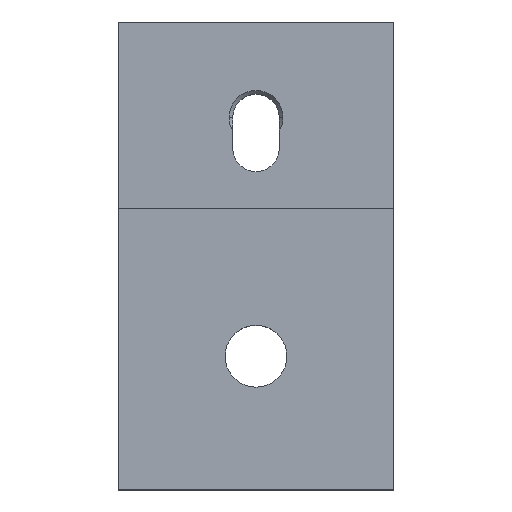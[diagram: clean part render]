
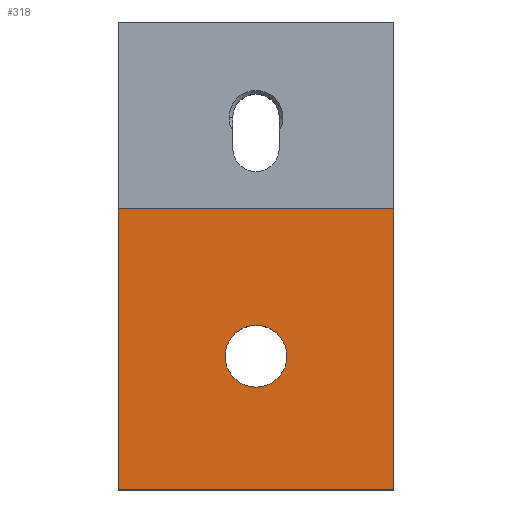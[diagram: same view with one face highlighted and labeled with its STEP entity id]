
A CAD part, top view. The second image highlights one B-rep face of the part: STEP entity #318.
In plain terms, the highlighted planar face has unit normal (0, 0, 1).
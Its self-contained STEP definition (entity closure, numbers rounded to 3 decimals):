
#1 = VECTOR ( 'NONE', #694, 1000. ) ;
#10 = EDGE_LOOP ( 'NONE', ( #340, #168 ) ) ;
#35 = CARTESIAN_POINT ( 'NONE',  ( 18.5, 17.95, 9. ) ) ;
#47 = VECTOR ( 'NONE', #631, 1000. ) ;
#57 = CARTESIAN_POINT ( 'NONE',  ( 14.35, 17.95, 9. ) ) ;
#58 = VERTEX_POINT ( 'NONE', #480 ) ;
#65 = LINE ( 'NONE', #227, #47 ) ;
#75 = DIRECTION ( 'NONE',  ( 0., 0., 1. ) ) ;
#118 = VERTEX_POINT ( 'NONE', #611 ) ;
#119 = VERTEX_POINT ( 'NONE', #272 ) ;
#122 = CARTESIAN_POINT ( 'NONE',  ( 18.5, 17.95, 9. ) ) ;
#148 = LINE ( 'NONE', #380, #502 ) ;
#168 = ORIENTED_EDGE ( 'NONE', *, *, #649, .F. ) ;
#176 = FACE_OUTER_BOUND ( 'NONE', #230, .T. ) ;
#182 = VERTEX_POINT ( 'NONE', #328 ) ;
#184 = AXIS2_PLACEMENT_3D ( 'NONE', #122, #338, #514 ) ;
#187 = AXIS2_PLACEMENT_3D ( 'NONE', #35, #533, #370 ) ;
#205 = LINE ( 'NONE', #530, #1 ) ;
#227 = CARTESIAN_POINT ( 'NONE',  ( 0., 37.85, 9. ) ) ;
#230 = EDGE_LOOP ( 'NONE', ( #641, #382, #335, #389 ) ) ;
#231 = EDGE_CURVE ( 'NONE', #119, #182, #148, .T. ) ;
#236 = FACE_BOUND ( 'NONE', #10, .T. ) ;
#249 = AXIS2_PLACEMENT_3D ( 'NONE', #576, #75, #278 ) ;
#272 = CARTESIAN_POINT ( 'NONE',  ( 37., 0., 9. ) ) ;
#278 = DIRECTION ( 'NONE',  ( 1., 0., 0. ) ) ;
#284 = VERTEX_POINT ( 'NONE', #57 ) ;
#290 = EDGE_CURVE ( 'NONE', #182, #58, #394, .T. ) ;
#311 = CIRCLE ( 'NONE', #187, 4.15 ) ;
#315 = EDGE_CURVE ( 'NONE', #118, #284, #366, .T. ) ;
#318 = ADVANCED_FACE ( 'NONE', ( #236, #176 ), #390, .T. ) ;
#328 = CARTESIAN_POINT ( 'NONE',  ( 37., 37.85, 9. ) ) ;
#335 = ORIENTED_EDGE ( 'NONE', *, *, #231, .T. ) ;
#338 = DIRECTION ( 'NONE',  ( 0., 0., 1. ) ) ;
#340 = ORIENTED_EDGE ( 'NONE', *, *, #315, .F. ) ;
#362 = EDGE_CURVE ( 'NONE', #58, #594, #65, .T. ) ;
#366 = CIRCLE ( 'NONE', #184, 4.15 ) ;
#370 = DIRECTION ( 'NONE',  ( 1., 0., 0. ) ) ;
#380 = CARTESIAN_POINT ( 'NONE',  ( 37., 37.85, 9. ) ) ;
#382 = ORIENTED_EDGE ( 'NONE', *, *, #653, .T. ) ;
#386 = DIRECTION ( 'NONE',  ( 0., 1., 0. ) ) ;
#389 = ORIENTED_EDGE ( 'NONE', *, *, #290, .T. ) ;
#390 = PLANE ( 'NONE',  #249 ) ;
#394 = LINE ( 'NONE', #520, #635 ) ;
#480 = CARTESIAN_POINT ( 'NONE',  ( 0., 37.85, 9. ) ) ;
#502 = VECTOR ( 'NONE', #386, 1000. ) ;
#514 = DIRECTION ( 'NONE',  ( 1., 0., 0. ) ) ;
#520 = CARTESIAN_POINT ( 'NONE',  ( 0., 37.85, 9. ) ) ;
#530 = CARTESIAN_POINT ( 'NONE',  ( 0., 0., 9. ) ) ;
#533 = DIRECTION ( 'NONE',  ( 0., 0., 1. ) ) ;
#576 = CARTESIAN_POINT ( 'NONE',  ( 0., 0., 9. ) ) ;
#594 = VERTEX_POINT ( 'NONE', #680 ) ;
#611 = CARTESIAN_POINT ( 'NONE',  ( 22.65, 17.95, 9. ) ) ;
#631 = DIRECTION ( 'NONE',  ( 0., -1., 0. ) ) ;
#634 = DIRECTION ( 'NONE',  ( -1., 0., 0. ) ) ;
#635 = VECTOR ( 'NONE', #634, 1000. ) ;
#641 = ORIENTED_EDGE ( 'NONE', *, *, #362, .T. ) ;
#649 = EDGE_CURVE ( 'NONE', #284, #118, #311, .T. ) ;
#653 = EDGE_CURVE ( 'NONE', #594, #119, #205, .T. ) ;
#680 = CARTESIAN_POINT ( 'NONE',  ( 0., 0., 9. ) ) ;
#694 = DIRECTION ( 'NONE',  ( 1., 0., 0. ) ) ;
